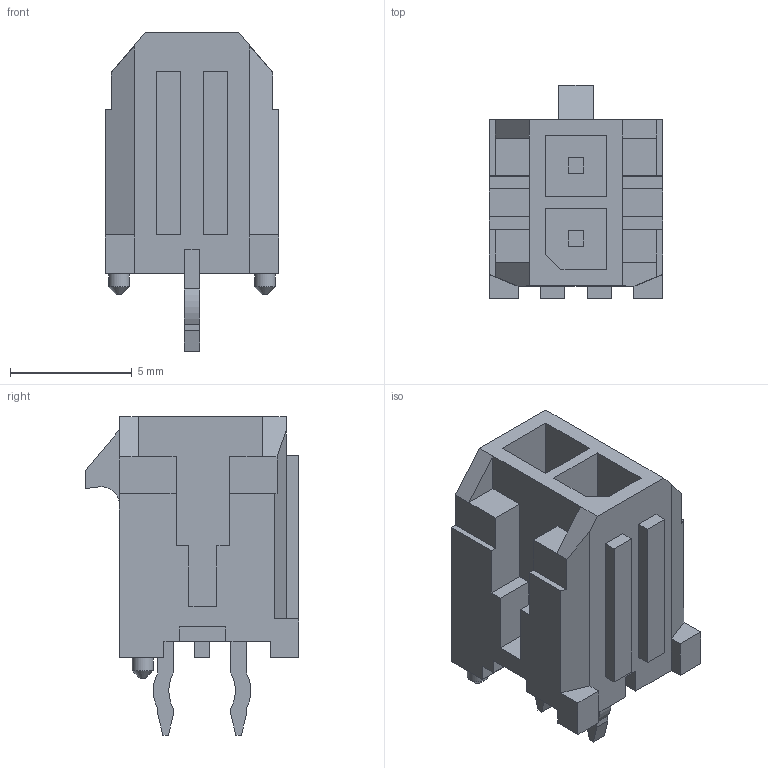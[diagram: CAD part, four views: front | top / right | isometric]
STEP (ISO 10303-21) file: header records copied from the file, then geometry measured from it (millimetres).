
FILE_DESCRIPTION(/* description */ (''),/* implementation_level */ '2;1');
FILE_NAME(/* name */ '430450212 v2.step',/* time_stamp */ '2023-05-05T09:13:59+03:00',/* author */ (''),/* organization */ (''),/* preprocessor_version */ 'ST-DEVELOPER v19.2',/* originating_system */ 'Autodesk Translation Framework v12.4.0.73',/* authorisation */ '');
FILE_SCHEMA (('AUTOMOTIVE_DESIGN { 1 0 10303 214 3 1 1 }'));
Length unit declared in the file: millimetre
Products named in the file (1): 430450212
Bounding box: 7.15 x 8.77 x 13.09 mm (x, y, z)
Volume: 343.4 mm3; surface area: 615.5 mm2
Topology: 3 solids, 3 shells, 162 faces, 443 edges, 292 vertices
Faces by surface type: plane 153, cylinder 7, cone 2
Full cylindrical faces by diameter (mm): 0.86 x2
Entity records: 5078 total; most frequent: CARTESIAN_POINT 898, ORIENTED_EDGE 886, DIRECTION 787, EDGE_CURVE 443, LINE 425, VECTOR 425, VERTEX_POINT 292, AXIS2_PLACEMENT_3D 181
